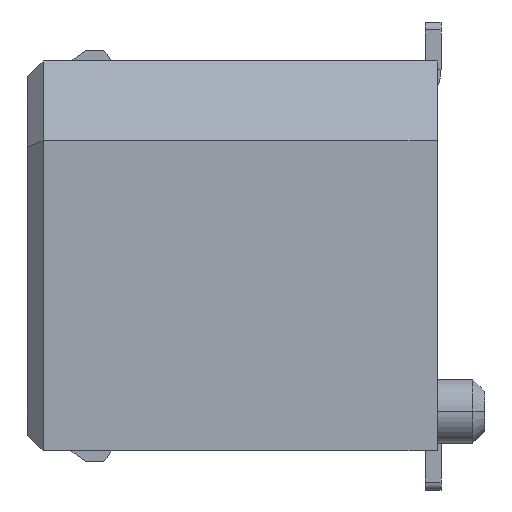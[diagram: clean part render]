
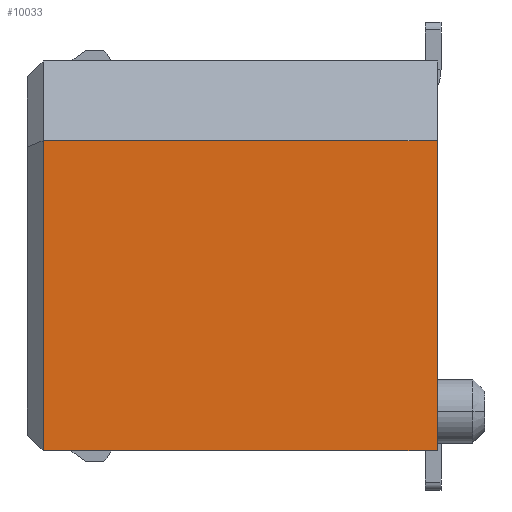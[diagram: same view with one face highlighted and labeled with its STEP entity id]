
A CAD part, left-side view. The second image highlights one B-rep face of the part: STEP entity #10033.
In plain terms, the highlighted planar face has unit normal (-1, 0, 0).
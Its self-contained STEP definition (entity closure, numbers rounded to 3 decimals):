
#7200=CARTESIAN_POINT('',(-5.3,-0.2,-2.45));
#7201=VERTEX_POINT('',#7200);
#8735=CARTESIAN_POINT('',(-5.3,-5.15,-2.45));
#8736=VERTEX_POINT('',#8735);
#8743=CARTESIAN_POINT('',(-5.3,-5.15,-2.45));
#8744=DIRECTION('',(0.,1.,0.));
#8745=VECTOR('',#8744,4.95);
#8746=LINE('',#8743,#8745);
#8747=EDGE_CURVE('',#8736,#7201,#8746,.T.);
#8768=CARTESIAN_POINT('',(-5.3,-0.2,1.45));
#8769=VERTEX_POINT('',#8768);
#8778=CARTESIAN_POINT('',(-5.3,-0.2,-2.45));
#8779=DIRECTION('',(0.,0.,1.));
#8780=VECTOR('',#8779,3.9);
#8781=LINE('',#8778,#8780);
#8782=EDGE_CURVE('',#7201,#8769,#8781,.T.);
#9964=CARTESIAN_POINT('',(-5.3,-5.15,1.45));
#9965=VERTEX_POINT('',#9964);
#9972=CARTESIAN_POINT('',(-5.3,-5.15,1.45));
#9973=DIRECTION('',(0.,0.,-1.));
#9974=VECTOR('',#9973,3.9);
#9975=LINE('',#9972,#9974);
#9976=EDGE_CURVE('',#9965,#8736,#9975,.T.);
#10017=CARTESIAN_POINT('',(-5.3,0.,-2.45));
#10018=DIRECTION('',(0.,0.,1.));
#10019=DIRECTION('',(-1.,0.,0.));
#10020=AXIS2_PLACEMENT_3D('',#10017,#10019,#10018);
#10021=PLANE('',#10020);
#10022=ORIENTED_EDGE('',*,*,#8747,.F.);
#10023=ORIENTED_EDGE('',*,*,#9976,.F.);
#10024=CARTESIAN_POINT('',(-5.3,-5.15,1.45));
#10025=DIRECTION('',(0.,1.,0.));
#10026=VECTOR('',#10025,4.95);
#10027=LINE('',#10024,#10026);
#10028=EDGE_CURVE('',#9965,#8769,#10027,.T.);
#10029=ORIENTED_EDGE('',*,*,#10028,.T.);
#10030=ORIENTED_EDGE('',*,*,#8782,.F.);
#10031=EDGE_LOOP('',(#10022,#10023,#10029,#10030));
#10032=FACE_OUTER_BOUND('',#10031,.T.);
#10033=ADVANCED_FACE('',(#10032),#10021,.T.);
